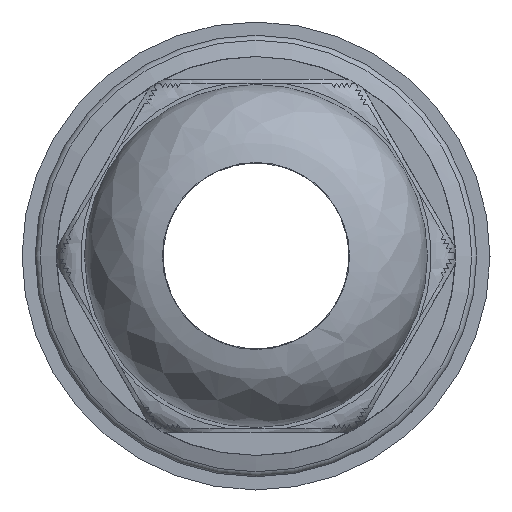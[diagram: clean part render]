
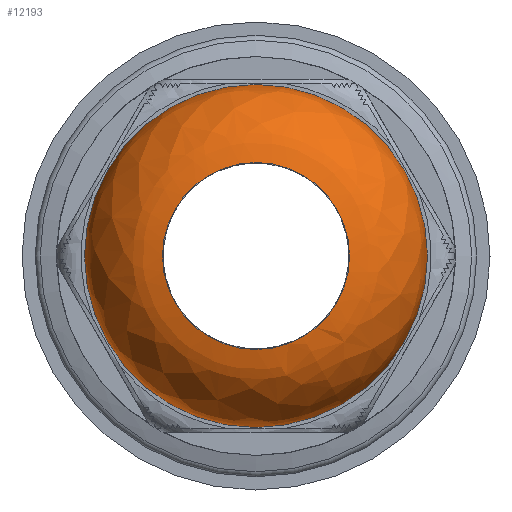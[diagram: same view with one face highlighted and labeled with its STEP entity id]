
A CAD part, left-side view. The second image highlights one B-rep face of the part: STEP entity #12193.
In plain terms, the highlighted free-form (B-spline) face has degree [2, 2] with [3, 9] control points.
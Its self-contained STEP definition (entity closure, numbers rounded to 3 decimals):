
#14=(
BOUNDED_SURFACE()
B_SPLINE_SURFACE(2,2,((#32326,#32327,#32328,#32329,#32330,#32331,#32332,
#32333,#32334),(#32335,#32336,#32337,#32338,#32339,#32340,#32341,#32342,
#32343),(#32344,#32345,#32346,#32347,#32348,#32349,#32350,#32351,#32352)),
 .UNSPECIFIED.,.F.,.T.,.F.)
B_SPLINE_SURFACE_WITH_KNOTS((3,3),(3,2,2,2,3),(0.,1.417),
(-3.142,-1.571,0.,1.571,3.142),
 .UNSPECIFIED.)
GEOMETRIC_REPRESENTATION_ITEM()
RATIONAL_B_SPLINE_SURFACE(((1.,0.707,1.,0.707,1.,
0.707,1.,0.707,1.),(0.759,0.537,
0.759,0.537,0.759,0.537,0.759,
0.537,0.759),(1.,0.707,1.,0.707,
1.,0.707,1.,0.707,1.)))
REPRESENTATION_ITEM('')
SURFACE()
);
#18=(
BOUNDED_CURVE()
B_SPLINE_CURVE(2,(#32353,#32354,#32355),.UNSPECIFIED.,.F.,.F.)
B_SPLINE_CURVE_WITH_KNOTS((3,3),(0.,1.417),
 .UNSPECIFIED.)
CURVE()
GEOMETRIC_REPRESENTATION_ITEM()
RATIONAL_B_SPLINE_CURVE((1.,0.759,1.))
REPRESENTATION_ITEM('')
);
#732=CIRCLE('',#12931,6.35);
#733=CIRCLE('',#12932,6.35);
#764=CIRCLE('',#13092,11.65);
#765=CIRCLE('',#13093,11.65);
#1280=FACE_OUTER_BOUND('',#1842,.T.);
#1842=EDGE_LOOP('',(#10033,#10034,#10035,#10036,#10037,#10038));
#5305=VERTEX_POINT('',#31976);
#5306=VERTEX_POINT('',#31977);
#5387=VERTEX_POINT('',#32320);
#5388=VERTEX_POINT('',#32321);
#6905=EDGE_CURVE('',#5305,#5306,#732,.T.);
#6906=EDGE_CURVE('',#5306,#5305,#733,.T.);
#7068=EDGE_CURVE('',#5387,#5388,#764,.T.);
#7069=EDGE_CURVE('',#5388,#5387,#765,.T.);
#7070=EDGE_CURVE('',#5388,#5306,#18,.T.);
#10033=ORIENTED_EDGE('',*,*,#7068,.F.);
#10034=ORIENTED_EDGE('',*,*,#7069,.F.);
#10035=ORIENTED_EDGE('',*,*,#7070,.T.);
#10036=ORIENTED_EDGE('',*,*,#6906,.T.);
#10037=ORIENTED_EDGE('',*,*,#6905,.T.);
#10038=ORIENTED_EDGE('',*,*,#7070,.F.);
#12193=ADVANCED_FACE('',(#1280),#14,.F.);
#12931=AXIS2_PLACEMENT_3D('',#31978,#15109,#15110);
#12932=AXIS2_PLACEMENT_3D('',#31979,#15111,#15112);
#13092=AXIS2_PLACEMENT_3D('',#32322,#15508,#15509);
#13093=AXIS2_PLACEMENT_3D('',#32323,#15510,#15511);
#15109=DIRECTION('center_axis',(1.,0.,0.));
#15110=DIRECTION('ref_axis',(0.,-0.5,-0.866));
#15111=DIRECTION('center_axis',(1.,0.,0.));
#15112=DIRECTION('ref_axis',(0.,-0.5,-0.866));
#15508=DIRECTION('center_axis',(1.,0.,0.));
#15509=DIRECTION('ref_axis',(0.,-0.5,-0.866));
#15510=DIRECTION('center_axis',(1.,0.,0.));
#15511=DIRECTION('ref_axis',(0.,-0.5,-0.866));
#31976=CARTESIAN_POINT('',(-39.313,3.173,5.5));
#31977=CARTESIAN_POINT('',(-39.313,-3.173,-5.5));
#31978=CARTESIAN_POINT('Origin',(-39.313,0.,
0.));
#31979=CARTESIAN_POINT('Origin',(-39.313,0.,
0.));
#32320=CARTESIAN_POINT('',(-33.127,5.821,10.091));
#32321=CARTESIAN_POINT('',(-33.127,-5.821,-10.091));
#32322=CARTESIAN_POINT('Origin',(-33.127,0.,0.));
#32323=CARTESIAN_POINT('Origin',(-33.127,0.,0.));
#32326=CARTESIAN_POINT('Ctrl Pts',(-33.127,-5.821,-10.091));
#32327=CARTESIAN_POINT('Ctrl Pts',(-33.127,-15.913,-4.27));
#32328=CARTESIAN_POINT('Ctrl Pts',(-33.127,-10.091,5.821));
#32329=CARTESIAN_POINT('Ctrl Pts',(-33.127,-4.27,15.913));
#32330=CARTESIAN_POINT('Ctrl Pts',(-33.127,5.821,10.091));
#32331=CARTESIAN_POINT('Ctrl Pts',(-33.127,15.913,4.27));
#32332=CARTESIAN_POINT('Ctrl Pts',(-33.127,10.091,-5.821));
#32333=CARTESIAN_POINT('Ctrl Pts',(-33.127,4.27,-15.913));
#32334=CARTESIAN_POINT('Ctrl Pts',(-33.127,-5.821,-10.091));
#32335=CARTESIAN_POINT('Ctrl Pts',(-38.49,-5.821,
-10.091));
#32336=CARTESIAN_POINT('Ctrl Pts',(-38.49,-15.913,
-4.27));
#32337=CARTESIAN_POINT('Ctrl Pts',(-38.49,-10.091,
5.821));
#32338=CARTESIAN_POINT('Ctrl Pts',(-38.49,-4.27,
15.913));
#32339=CARTESIAN_POINT('Ctrl Pts',(-38.49,5.821,10.091));
#32340=CARTESIAN_POINT('Ctrl Pts',(-38.49,15.913,4.27));
#32341=CARTESIAN_POINT('Ctrl Pts',(-38.49,10.091,-5.821));
#32342=CARTESIAN_POINT('Ctrl Pts',(-38.49,4.27,-15.913));
#32343=CARTESIAN_POINT('Ctrl Pts',(-38.49,-5.821,
-10.091));
#32344=CARTESIAN_POINT('Ctrl Pts',(-39.313,-3.173,
-5.5));
#32345=CARTESIAN_POINT('Ctrl Pts',(-39.313,-8.673,
-2.327));
#32346=CARTESIAN_POINT('Ctrl Pts',(-39.313,-5.5,3.173));
#32347=CARTESIAN_POINT('Ctrl Pts',(-39.313,-2.327,
8.673));
#32348=CARTESIAN_POINT('Ctrl Pts',(-39.313,3.173,5.5));
#32349=CARTESIAN_POINT('Ctrl Pts',(-39.313,8.673,2.327));
#32350=CARTESIAN_POINT('Ctrl Pts',(-39.313,5.5,-3.173));
#32351=CARTESIAN_POINT('Ctrl Pts',(-39.313,2.327,-8.673));
#32352=CARTESIAN_POINT('Ctrl Pts',(-39.313,-3.173,
-5.5));
#32353=CARTESIAN_POINT('Ctrl Pts',(-33.127,-5.821,-10.091));
#32354=CARTESIAN_POINT('Ctrl Pts',(-38.49,-5.821,
-10.091));
#32355=CARTESIAN_POINT('Ctrl Pts',(-39.313,-3.173,
-5.5));
